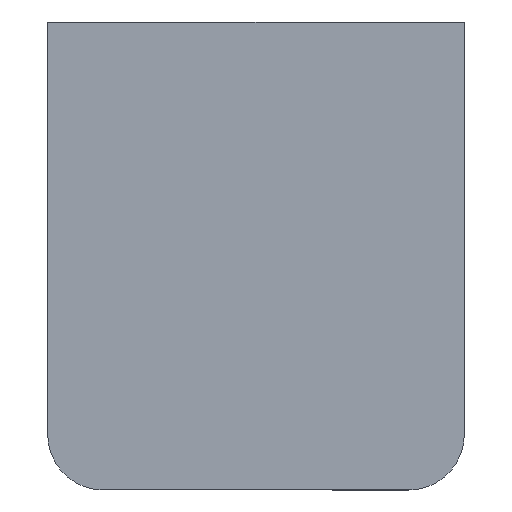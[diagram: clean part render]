
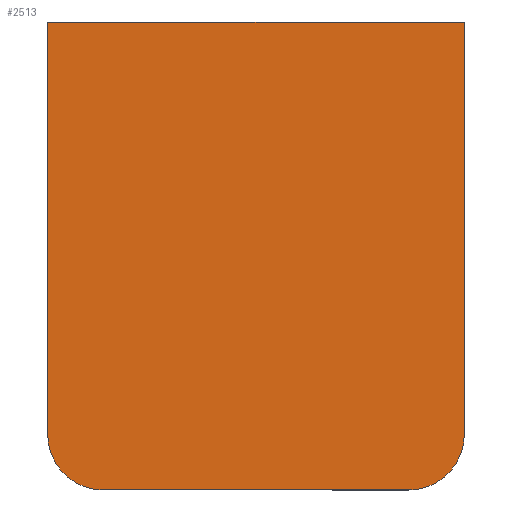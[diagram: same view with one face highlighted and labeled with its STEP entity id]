
A CAD part, left-side view. The second image highlights one B-rep face of the part: STEP entity #2513.
In plain terms, the highlighted face is planar.
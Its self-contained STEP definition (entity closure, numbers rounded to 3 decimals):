
#81 = ORIENTED_EDGE ( 'NONE', *, *, #976, .F. ) ;
#91 = CARTESIAN_POINT ( 'NONE',  ( -16.5, 1.35, 6. ) ) ;
#173 = VECTOR ( 'NONE', #5999, 1000. ) ;
#309 = DIRECTION ( 'NONE',  ( 0., 0., 1. ) ) ;
#358 = VECTOR ( 'NONE', #2915, 1000. ) ;
#617 = ORIENTED_EDGE ( 'NONE', *, *, #7676, .F. ) ;
#756 = CARTESIAN_POINT ( 'NONE',  ( 22.5, 1.35, 6. ) ) ;
#782 = EDGE_CURVE ( 'NONE', #5890, #8994, #6640, .T. ) ;
#928 = AXIS2_PLACEMENT_3D ( 'NONE', #4268, #5640, #4913 ) ;
#976 = EDGE_CURVE ( 'NONE', #8994, #6185, #3183, .T. ) ;
#1055 = VERTEX_POINT ( 'NONE', #6400 ) ;
#1073 = VECTOR ( 'NONE', #3274, 1000. ) ;
#1237 = AXIS2_PLACEMENT_3D ( 'NONE', #3797, #7514, #309 ) ;
#1411 = CARTESIAN_POINT ( 'NONE',  ( -22.5, 1.35, 50.551 ) ) ;
#1795 = CARTESIAN_POINT ( 'NONE',  ( -16.5, 1.35, 0. ) ) ;
#1921 = ORIENTED_EDGE ( 'NONE', *, *, #9534, .F. ) ;
#2204 = PLANE ( 'NONE',  #9331 ) ;
#2361 = ORIENTED_EDGE ( 'NONE', *, *, #6357, .F. ) ;
#2513 = ADVANCED_FACE ( 'NONE', ( #2835 ), #2204, .F. ) ;
#2773 = CIRCLE ( 'NONE', #928, 6. ) ;
#2784 = CARTESIAN_POINT ( 'NONE',  ( 22.5, 1.35, 50.551 ) ) ;
#2835 = FACE_OUTER_BOUND ( 'NONE', #6009, .T. ) ;
#2862 = CARTESIAN_POINT ( 'NONE',  ( -16.5, 1.35, 0. ) ) ;
#2908 = CIRCLE ( 'NONE', #1237, 6. ) ;
#2915 = DIRECTION ( 'NONE',  ( 0., 0., -1. ) ) ;
#3183 = LINE ( 'NONE', #6121, #1073 ) ;
#3274 = DIRECTION ( 'NONE',  ( 1., 0., 0. ) ) ;
#3721 = CARTESIAN_POINT ( 'NONE',  ( 22.5, 1.35, 6. ) ) ;
#3797 = CARTESIAN_POINT ( 'NONE',  ( -16.5, 1.35, 6. ) ) ;
#4268 = CARTESIAN_POINT ( 'NONE',  ( 16.5, 1.35, 6. ) ) ;
#4533 = DIRECTION ( 'NONE',  ( 0., 0., 1. ) ) ;
#4787 = VERTEX_POINT ( 'NONE', #3721 ) ;
#4808 = ORIENTED_EDGE ( 'NONE', *, *, #782, .F. ) ;
#4913 = DIRECTION ( 'NONE',  ( 0., 0., -1. ) ) ;
#5640 = DIRECTION ( 'NONE',  ( 0., 1., 0. ) ) ;
#5874 = EDGE_CURVE ( 'NONE', #4787, #1055, #2773, .T. ) ;
#5890 = VERTEX_POINT ( 'NONE', #6620 ) ;
#5999 = DIRECTION ( 'NONE',  ( -1., 0., 0. ) ) ;
#6009 = EDGE_LOOP ( 'NONE', ( #81, #4808, #1921, #2361, #9230, #617 ) ) ;
#6121 = CARTESIAN_POINT ( 'NONE',  ( 22.5, 1.35, 50.551 ) ) ;
#6185 = VERTEX_POINT ( 'NONE', #2784 ) ;
#6357 = EDGE_CURVE ( 'NONE', #1055, #7920, #7434, .T. ) ;
#6400 = CARTESIAN_POINT ( 'NONE',  ( 16.5, 1.35, 0. ) ) ;
#6523 = DIRECTION ( 'NONE',  ( 0., 0., 1. ) ) ;
#6620 = CARTESIAN_POINT ( 'NONE',  ( -22.5, 1.35, 6. ) ) ;
#6640 = LINE ( 'NONE', #7418, #7515 ) ;
#7418 = CARTESIAN_POINT ( 'NONE',  ( -22.5, 1.35, 6. ) ) ;
#7434 = LINE ( 'NONE', #2862, #173 ) ;
#7514 = DIRECTION ( 'NONE',  ( 0., 1., 0. ) ) ;
#7515 = VECTOR ( 'NONE', #4533, 1000. ) ;
#7676 = EDGE_CURVE ( 'NONE', #6185, #4787, #9522, .T. ) ;
#7920 = VERTEX_POINT ( 'NONE', #1795 ) ;
#8994 = VERTEX_POINT ( 'NONE', #1411 ) ;
#9230 = ORIENTED_EDGE ( 'NONE', *, *, #5874, .F. ) ;
#9331 = AXIS2_PLACEMENT_3D ( 'NONE', #91, #9484, #6523 ) ;
#9484 = DIRECTION ( 'NONE',  ( 0., 1., 0. ) ) ;
#9522 = LINE ( 'NONE', #756, #358 ) ;
#9534 = EDGE_CURVE ( 'NONE', #7920, #5890, #2908, .T. ) ;
